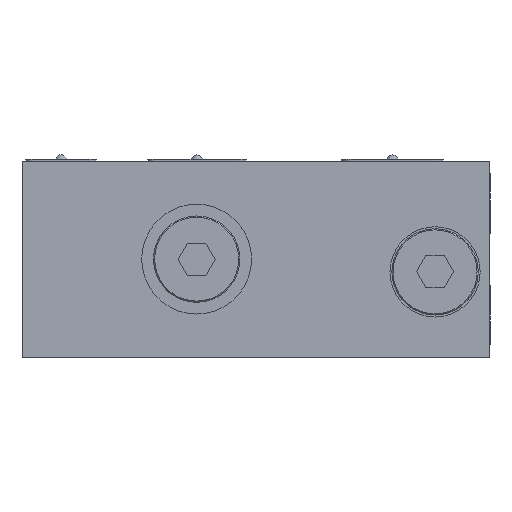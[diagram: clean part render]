
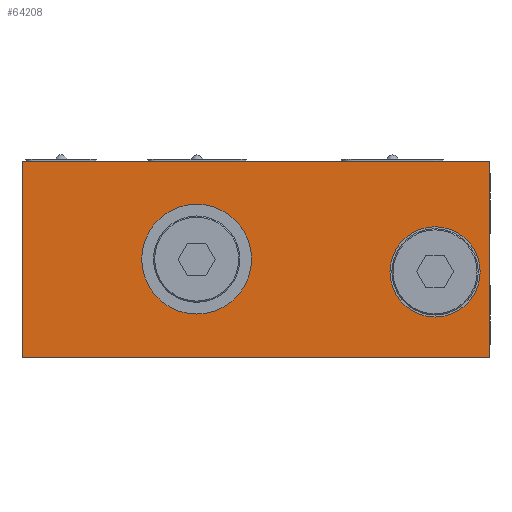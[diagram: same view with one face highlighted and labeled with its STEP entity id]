
A CAD part, left-side view. The second image highlights one B-rep face of the part: STEP entity #64208.
In plain terms, the highlighted planar face has unit normal (-1, 0, 0).
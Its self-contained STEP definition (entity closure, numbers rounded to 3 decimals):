
#1179 = CARTESIAN_POINT ( 'NONE',  ( -35., 69.5, -25. ) ) ;
#1233 = EDGE_CURVE ( 'NONE', #52009, #40161, #39066, .T. ) ;
#1466 = CARTESIAN_POINT ( 'NONE',  ( -35., 69.5, 25. ) ) ;
#9299 = DIRECTION ( 'NONE',  ( 0., 0., 1. ) ) ;
#11094 = EDGE_LOOP ( 'NONE', ( #45857, #58647, #11405, #32309 ) ) ;
#11405 = ORIENTED_EDGE ( 'NONE', *, *, #1233, .F. ) ;
#12283 = VECTOR ( 'NONE', #9299, 1000. ) ;
#13309 = DIRECTION ( 'NONE',  ( 1., 0., 0. ) ) ;
#13690 = CARTESIAN_POINT ( 'NONE',  ( -35., 69.5, -25. ) ) ;
#14391 = CIRCLE ( 'NONE', #38868, 11.5 ) ;
#22093 = EDGE_CURVE ( 'NONE', #47527, #47527, #70007, .T. ) ;
#23563 = EDGE_CURVE ( 'NONE', #52009, #74136, #74360, .T. ) ;
#25366 = DIRECTION ( 'NONE',  ( 0., 0., -1. ) ) ;
#25474 = CARTESIAN_POINT ( 'NONE',  ( -35., 69.5, -25. ) ) ;
#25834 = EDGE_LOOP ( 'NONE', ( #56555 ) ) ;
#27583 = VERTEX_POINT ( 'NONE', #61956 ) ;
#29750 = VERTEX_POINT ( 'NONE', #66128 ) ;
#32309 = ORIENTED_EDGE ( 'NONE', *, *, #23563, .T. ) ;
#35079 = PLANE ( 'NONE',  #73936 ) ;
#35895 = VECTOR ( 'NONE', #73746, 1000. ) ;
#38868 = AXIS2_PLACEMENT_3D ( 'NONE', #64463, #39378, #76156 ) ;
#39066 = LINE ( 'NONE', #39864, #47628 ) ;
#39378 = DIRECTION ( 'NONE',  ( -1., 0., 0. ) ) ;
#39864 = CARTESIAN_POINT ( 'NONE',  ( -35., 69.5, -25. ) ) ;
#40161 = VERTEX_POINT ( 'NONE', #75826 ) ;
#40256 = DIRECTION ( 'NONE',  ( 0., 0., 1. ) ) ;
#41142 = FACE_OUTER_BOUND ( 'NONE', #11094, .T. ) ;
#41498 = DIRECTION ( 'NONE',  ( 0., 0., 1. ) ) ;
#43016 = EDGE_LOOP ( 'NONE', ( #54450 ) ) ;
#43120 = CARTESIAN_POINT ( 'NONE',  ( -35., 25., 14. ) ) ;
#43308 = EDGE_CURVE ( 'NONE', #40161, #27583, #56524, .T. ) ;
#45857 = ORIENTED_EDGE ( 'NONE', *, *, #69296, .T. ) ;
#47133 = FACE_BOUND ( 'NONE', #43016, .T. ) ;
#47527 = VERTEX_POINT ( 'NONE', #43120 ) ;
#47628 = VECTOR ( 'NONE', #40256, 1000. ) ;
#52009 = VERTEX_POINT ( 'NONE', #1179 ) ;
#53097 = LINE ( 'NONE', #65049, #12283 ) ;
#53573 = CARTESIAN_POINT ( 'NONE',  ( -35., -49.75, -25. ) ) ;
#54450 = ORIENTED_EDGE ( 'NONE', *, *, #22093, .F. ) ;
#56524 = LINE ( 'NONE', #1466, #35895 ) ;
#56555 = ORIENTED_EDGE ( 'NONE', *, *, #59378, .F. ) ;
#58647 = ORIENTED_EDGE ( 'NONE', *, *, #43308, .F. ) ;
#59091 = FACE_BOUND ( 'NONE', #25834, .T. ) ;
#59378 = EDGE_CURVE ( 'NONE', #29750, #29750, #14391, .T. ) ;
#61956 = CARTESIAN_POINT ( 'NONE',  ( -35., -49.75, 25. ) ) ;
#63462 = VECTOR ( 'NONE', #68319, 1000. ) ;
#64208 = ADVANCED_FACE ( 'NONE', ( #59091, #47133, #41142 ), #35079, .F. ) ;
#64463 = CARTESIAN_POINT ( 'NONE',  ( -35., -35.75, -3.25 ) ) ;
#65049 = CARTESIAN_POINT ( 'NONE',  ( -35., -49.75, 25. ) ) ;
#66128 = CARTESIAN_POINT ( 'NONE',  ( -35., -24.25, -3.25 ) ) ;
#67427 = AXIS2_PLACEMENT_3D ( 'NONE', #72274, #71879, #41498 ) ;
#68319 = DIRECTION ( 'NONE',  ( 0., -1., 0. ) ) ;
#69296 = EDGE_CURVE ( 'NONE', #74136, #27583, #53097, .T. ) ;
#70007 = CIRCLE ( 'NONE', #67427, 14. ) ;
#71879 = DIRECTION ( 'NONE',  ( -1., 0., 0. ) ) ;
#72274 = CARTESIAN_POINT ( 'NONE',  ( -35., 25., 0. ) ) ;
#73746 = DIRECTION ( 'NONE',  ( 0., -1., 0. ) ) ;
#73936 = AXIS2_PLACEMENT_3D ( 'NONE', #13690, #13309, #25366 ) ;
#74136 = VERTEX_POINT ( 'NONE', #53573 ) ;
#74360 = LINE ( 'NONE', #25474, #63462 ) ;
#75826 = CARTESIAN_POINT ( 'NONE',  ( -35., 69.5, 25. ) ) ;
#76156 = DIRECTION ( 'NONE',  ( 0., 1., 0. ) ) ;
